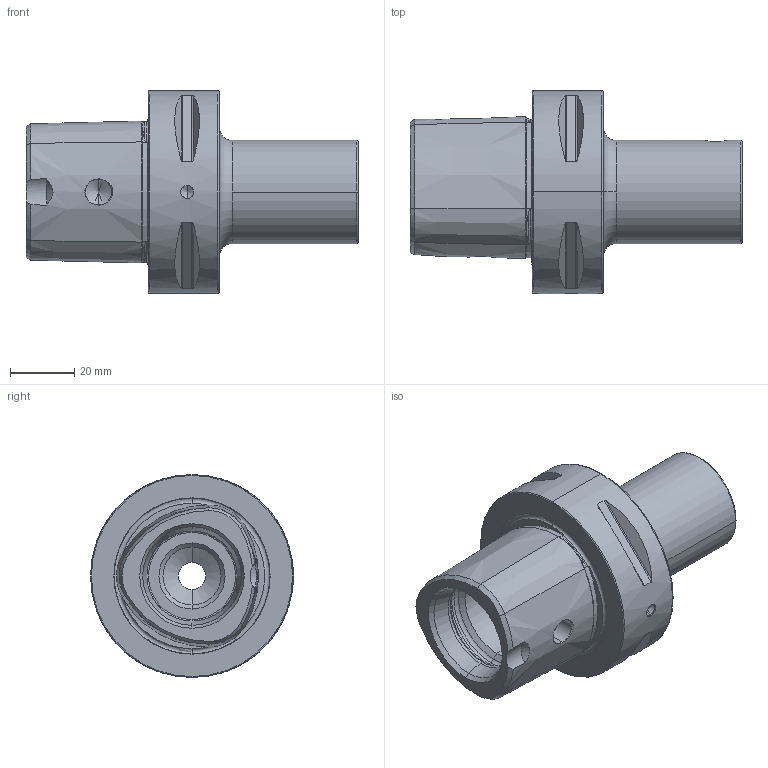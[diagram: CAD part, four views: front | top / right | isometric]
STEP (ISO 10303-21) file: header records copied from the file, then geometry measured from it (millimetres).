
FILE_DESCRIPTION (( 'STEP AP203' ), '1' );
FILE_NAME ('BT5-ST4.K01.069.STEP', '2016-02-12T09:57:21', ( 'SWIAdmin' ), ( 'Hewlett-Packard Company' ), 'SwSTEP 2.0', 'SolidWorks 2015', '' );
FILE_SCHEMA (( 'CONFIG_CONTROL_DESIGN' ));
Length unit declared in the file: millimetre
Products named in the file (4): PS6-ST3.K01.065_A; DIN 3771 - 16x1.5_gespannt1; ST3-ER1.001.008_A; BT5-ST4.K01.069
Assembly tree (3 placements, depth 2):
  BT5-ST4.K01.069
    PS6-ST3.K01.065_A
    DIN 3771 - 16x1.5_gespannt1
    ST3-ER1.001.008_A
Bounding box: 103 x 63 x 63 mm (x, y, z)
Volume: 123543.6 mm3; surface area: 26475.6 mm2
Topology: 3 solids, 3 shells, 179 faces, 428 edges, 254 vertices
Faces by surface type: cone 53, torus 45, cylinder 40, plane 37, bspline 4
Entity records: 6496 total; most frequent: CARTESIAN_POINT 2047, DIRECTION 867, ORIENTED_EDGE 844, EDGE_CURVE 422, AXIS2_PLACEMENT_3D 367, VERTEX_POINT 254, EDGE_LOOP 192, CIRCLE 186
